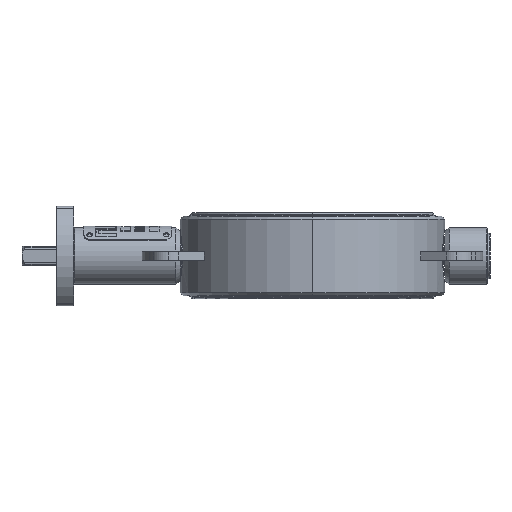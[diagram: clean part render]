
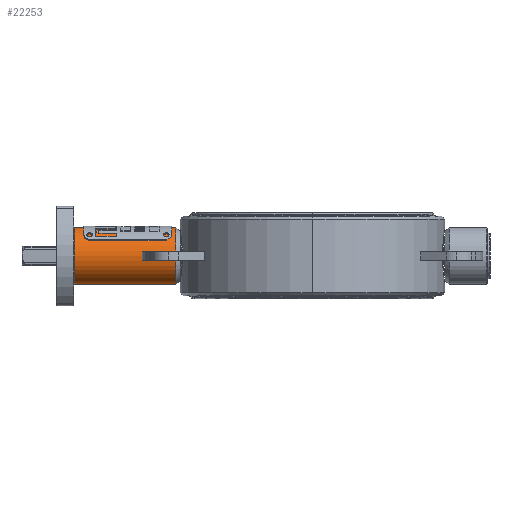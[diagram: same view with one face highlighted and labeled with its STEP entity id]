
A CAD part, left-side view. The second image highlights one B-rep face of the part: STEP entity #22253.
In plain terms, the highlighted cylindrical face has radius 20 mm (diameter 40 mm), a partial arc.
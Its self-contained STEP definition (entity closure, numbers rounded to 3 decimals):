
#63 = VECTOR ( 'NONE', #19324, 1000. ) ;
#2507 = VERTEX_POINT ( 'NONE', #16178 ) ;
#3444 = EDGE_CURVE ( 'NONE', #12737, #3903, #41924, .T. ) ;
#3674 = CARTESIAN_POINT ( 'NONE',  ( 0., 189.435, 20. ) ) ;
#3844 = DIRECTION ( 'NONE',  ( 0., 1., 0. ) ) ;
#3903 = VERTEX_POINT ( 'NONE', #20339 ) ;
#4035 = DIRECTION ( 'NONE',  ( 0., 0., -1. ) ) ;
#5038 = VERTEX_POINT ( 'NONE', #7559 ) ;
#5124 = CARTESIAN_POINT ( 'NONE',  ( 0., 189.435, -20. ) ) ;
#7378 = DIRECTION ( 'NONE',  ( 0., 0., -1. ) ) ;
#7531 = CARTESIAN_POINT ( 'NONE',  ( 0., 189.435, 0. ) ) ;
#7559 = CARTESIAN_POINT ( 'NONE',  ( 0., 167.5, 20. ) ) ;
#8902 = CARTESIAN_POINT ( 'NONE',  ( 0., 167.5, 0. ) ) ;
#9595 = EDGE_CURVE ( 'NONE', #2507, #5038, #29922, .T. ) ;
#9937 = AXIS2_PLACEMENT_3D ( 'NONE', #11357, #39291, #4035 ) ;
#10359 = AXIS2_PLACEMENT_3D ( 'NONE', #7531, #3844, #7378 ) ;
#11357 = CARTESIAN_POINT ( 'NONE',  ( 0., 96.277, 0. ) ) ;
#12737 = VERTEX_POINT ( 'NONE', #40641 ) ;
#16178 = CARTESIAN_POINT ( 'NONE',  ( 0., 96.277, 20. ) ) ;
#16327 = CIRCLE ( 'NONE', #9937, 20. ) ;
#19324 = DIRECTION ( 'NONE',  ( 0., 1., 0. ) ) ;
#20077 = CYLINDRICAL_SURFACE ( 'NONE', #10359, 20. ) ;
#20339 = CARTESIAN_POINT ( 'NONE',  ( 0., 167.5, -20. ) ) ;
#20718 = VECTOR ( 'NONE', #24911, 1000. ) ;
#22253 = ADVANCED_FACE ( 'NONE', ( #38497 ), #20077, .T. ) ;
#23698 = EDGE_LOOP ( 'NONE', ( #40469, #43262, #31723, #43837 ) ) ;
#24911 = DIRECTION ( 'NONE',  ( 0., 1., 0. ) ) ;
#28118 = EDGE_CURVE ( 'NONE', #12737, #2507, #16327, .T. ) ;
#29922 = LINE ( 'NONE', #3674, #20718 ) ;
#31723 = ORIENTED_EDGE ( 'NONE', *, *, #38455, .F. ) ;
#33083 = DIRECTION ( 'NONE',  ( 0., 0., -1. ) ) ;
#36737 = DIRECTION ( 'NONE',  ( 0., 1., 0. ) ) ;
#37175 = CIRCLE ( 'NONE', #39642, 20. ) ;
#38455 = EDGE_CURVE ( 'NONE', #3903, #5038, #37175, .T. ) ;
#38497 = FACE_OUTER_BOUND ( 'NONE', #23698, .T. ) ;
#39291 = DIRECTION ( 'NONE',  ( 0., 1., 0. ) ) ;
#39642 = AXIS2_PLACEMENT_3D ( 'NONE', #8902, #36737, #33083 ) ;
#40469 = ORIENTED_EDGE ( 'NONE', *, *, #28118, .T. ) ;
#40641 = CARTESIAN_POINT ( 'NONE',  ( 0., 96.277, -20. ) ) ;
#41924 = LINE ( 'NONE', #5124, #63 ) ;
#43262 = ORIENTED_EDGE ( 'NONE', *, *, #9595, .T. ) ;
#43837 = ORIENTED_EDGE ( 'NONE', *, *, #3444, .F. ) ;
